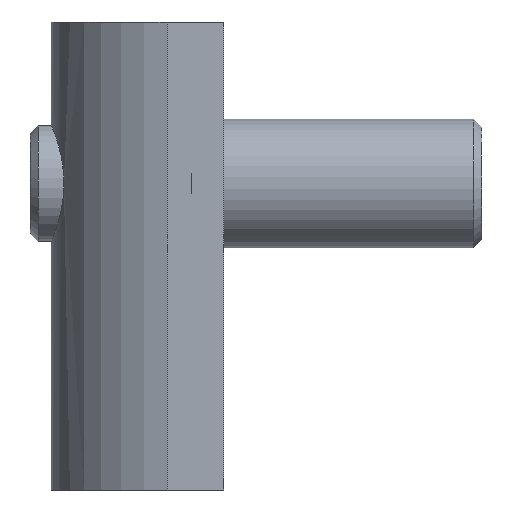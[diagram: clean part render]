
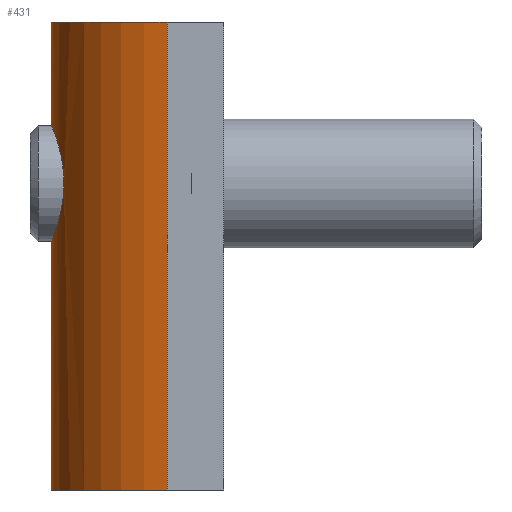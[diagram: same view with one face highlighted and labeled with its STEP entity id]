
A CAD part, left-side view. The second image highlights one B-rep face of the part: STEP entity #431.
In plain terms, the highlighted cylindrical face has radius 8.766 mm (diameter 17.532 mm), a partial arc.
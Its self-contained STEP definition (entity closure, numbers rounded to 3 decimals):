
#49=LINE($,#770,#77);
#50=LINE($,#772,#78);
#77=VECTOR($,#550,29.);
#78=VECTOR($,#553,29.);
#112=B_SPLINE_CURVE_WITH_KNOTS($,3,(#719,#720,#721,#722,#723,#724,#725,
#726,#727,#728,#729,#730,#731,#732,#733,#734,#735,#736,#737,#738,#739,#740,
#741,#742,#743,#744,#745,#746,#747,#748,#749,#750,#751,#752),
 .UNSPECIFIED.,.T.,.F.,(4,2,2,2,2,2,2,2,2,2,2,2,2,2,2,2,4),(0.,0.139,
0.279,0.418,0.557,0.697,
0.836,0.975,1.115,1.254,1.394,
1.533,1.672,1.812,1.951,2.09,
2.23),.UNSPECIFIED.);
#115=CYLINDRICAL_SURFACE($,#473,8.766);
#124=FACE_BOUND($,#177,.T.);
#125=FACE_BOUND($,#178,.T.);
#177=EDGE_LOOP($,(#344));
#178=EDGE_LOOP($,(#345,#346,#347,#348));
#213=CIRCLE($,#466,8.766);
#215=CIRCLE($,#470,8.766);
#232=VERTEX_POINT($,#708);
#233=VERTEX_POINT($,#710);
#236=VERTEX_POINT($,#718);
#240=VERTEX_POINT($,#759);
#241=VERTEX_POINT($,#761);
#271=EDGE_CURVE($,#233,#232,#213,.T.);
#275=EDGE_CURVE($,#236,#236,#112,.T.);
#279=EDGE_CURVE($,#240,#241,#215,.T.);
#284=EDGE_CURVE($,#232,#241,#49,.T.);
#285=EDGE_CURVE($,#233,#240,#50,.T.);
#344=ORIENTED_EDGE($,*,*,#275,.T.);
#345=ORIENTED_EDGE($,*,*,#271,.T.);
#346=ORIENTED_EDGE($,*,*,#284,.T.);
#347=ORIENTED_EDGE($,*,*,#279,.F.);
#348=ORIENTED_EDGE($,*,*,#285,.F.);
#431=ADVANCED_FACE($,(#124,#125),#115,.T.);
#466=AXIS2_PLACEMENT_3D($,#711,#527,#528);
#470=AXIS2_PLACEMENT_3D($,#762,#540,#541);
#473=AXIS2_PLACEMENT_3D($,#771,#551,#552);
#527=DIRECTION('center_axis',(0.,0.,1.));
#528=DIRECTION('ref_axis',(0.984,0.179,0.));
#540=DIRECTION('center_axis',(0.,0.,1.));
#541=DIRECTION('ref_axis',(0.984,0.179,0.));
#550=DIRECTION($,(0.,0.,1.));
#551=DIRECTION('center_axis',(0.,0.,1.));
#552=DIRECTION('ref_axis',(0.984,0.179,0.));
#553=DIRECTION($,(0.,0.,1.));
#708=CARTESIAN_POINT('',(-8.625,3.5,0.));
#710=CARTESIAN_POINT('',(8.625,3.5,0.));
#711=CARTESIAN_POINT('Origin',(0.,1.934,0.));
#718=CARTESIAN_POINT('',(3.65,9.904,19.));
#719=CARTESIAN_POINT('Ctrl Pts',(3.65,9.904,19.));
#720=CARTESIAN_POINT('Ctrl Pts',(3.65,9.904,19.465));
#721=CARTESIAN_POINT('Ctrl Pts',(3.556,9.949,19.956));
#722=CARTESIAN_POINT('Ctrl Pts',(3.182,10.105,20.853));
#723=CARTESIAN_POINT('Ctrl Pts',(2.902,10.213,21.26));
#724=CARTESIAN_POINT('Ctrl Pts',(2.26,10.41,21.902));
#725=CARTESIAN_POINT('Ctrl Pts',(1.853,10.514,22.182));
#726=CARTESIAN_POINT('Ctrl Pts',(0.956,10.66,22.556));
#727=CARTESIAN_POINT('Ctrl Pts',(0.464,10.7,22.65));
#728=CARTESIAN_POINT('Ctrl Pts',(-0.464,10.7,22.65));
#729=CARTESIAN_POINT('Ctrl Pts',(-0.956,10.66,22.556));
#730=CARTESIAN_POINT('Ctrl Pts',(-1.853,10.514,22.182));
#731=CARTESIAN_POINT('Ctrl Pts',(-2.26,10.41,21.902));
#732=CARTESIAN_POINT('Ctrl Pts',(-2.902,10.213,21.26));
#733=CARTESIAN_POINT('Ctrl Pts',(-3.182,10.105,20.853));
#734=CARTESIAN_POINT('Ctrl Pts',(-3.556,9.949,19.956));
#735=CARTESIAN_POINT('Ctrl Pts',(-3.65,9.904,19.465));
#736=CARTESIAN_POINT('Ctrl Pts',(-3.65,9.904,18.535));
#737=CARTESIAN_POINT('Ctrl Pts',(-3.556,9.949,18.044));
#738=CARTESIAN_POINT('Ctrl Pts',(-3.182,10.105,17.147));
#739=CARTESIAN_POINT('Ctrl Pts',(-2.902,10.213,16.74));
#740=CARTESIAN_POINT('Ctrl Pts',(-2.26,10.41,16.098));
#741=CARTESIAN_POINT('Ctrl Pts',(-1.853,10.514,15.818));
#742=CARTESIAN_POINT('Ctrl Pts',(-0.956,10.66,15.444));
#743=CARTESIAN_POINT('Ctrl Pts',(-0.464,10.7,15.35));
#744=CARTESIAN_POINT('Ctrl Pts',(0.464,10.7,15.35));
#745=CARTESIAN_POINT('Ctrl Pts',(0.956,10.66,15.444));
#746=CARTESIAN_POINT('Ctrl Pts',(1.853,10.514,15.818));
#747=CARTESIAN_POINT('Ctrl Pts',(2.26,10.41,16.098));
#748=CARTESIAN_POINT('Ctrl Pts',(2.902,10.213,16.74));
#749=CARTESIAN_POINT('Ctrl Pts',(3.182,10.105,17.147));
#750=CARTESIAN_POINT('Ctrl Pts',(3.556,9.949,18.044));
#751=CARTESIAN_POINT('Ctrl Pts',(3.65,9.904,18.535));
#752=CARTESIAN_POINT('Ctrl Pts',(3.65,9.904,19.));
#759=CARTESIAN_POINT('',(8.625,3.5,29.));
#761=CARTESIAN_POINT('',(-8.625,3.5,29.));
#762=CARTESIAN_POINT('Origin',(0.,1.934,29.));
#770=CARTESIAN_POINT($,(-8.625,3.5,0.));
#771=CARTESIAN_POINT('Origin',(0.,1.934,0.));
#772=CARTESIAN_POINT($,(8.625,3.5,0.));
